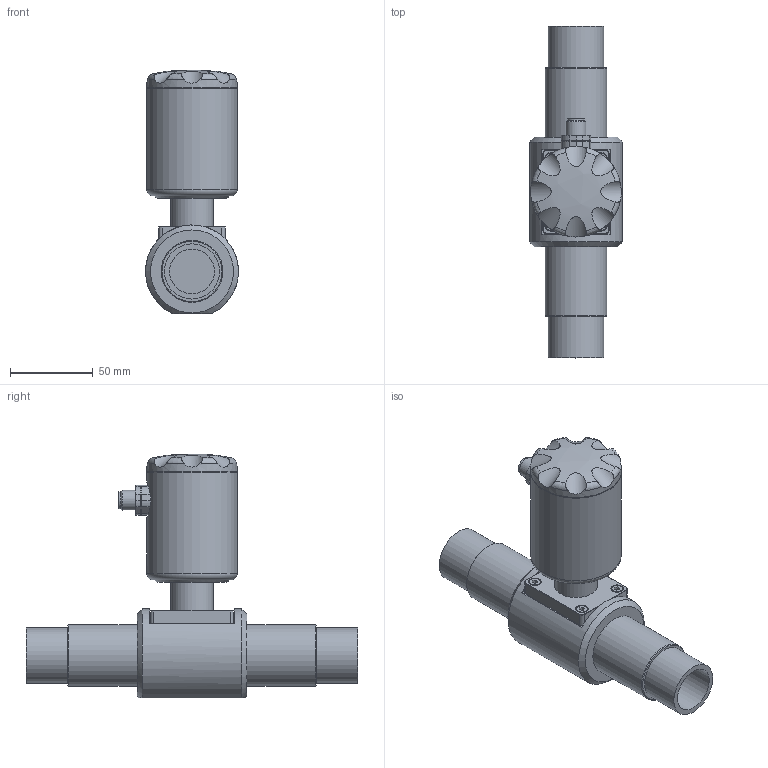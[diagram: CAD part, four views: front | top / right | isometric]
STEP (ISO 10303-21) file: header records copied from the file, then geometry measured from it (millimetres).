
FILE_DESCRIPTION( ( 'Unknown' ), '1' );
FILE_NAME( 'PF55Sxx121x114xx10000.stp', 'Unknown', ( 'Unknown' ), ( 'Unknown' ), 'PSStep 19.0.9', 'Unknown', ' ' );
FILE_SCHEMA( ( 'AUTOMOTIVE_DESIGN { 1 0 10303 214 1 1 1 1 }' ) );
Length unit declared in the file: millimetre
Products named in the file (1): Unterteil_DN25
Bounding box: 56 x 200 x 146.72 mm (x, y, z)
Volume: 403702.1 mm3; surface area: 64263.5 mm2
Topology: 1 solids, 7 shells, 268 faces, 630 edges, 392 vertices
Faces by surface type: plane 143, cylinder 79, cone 22, torus 18, sphere 6
Full cylindrical faces by diameter (mm): 1 x5, 3.3 x4, 4 x4, 5 x4, 7 x4, 7.5 x4, 10.2 x1, 12 x1, 14 x1, 22 x1, 25.9 x1, 27 x2, 33.25 x2, 37.25 x2, 54.5 x2
Entity records: 9798 total; most frequent: CARTESIAN_POINT 1979, DIRECTION 1229, ORIENTED_EDGE 1024, EDGE_CURVE 512, AXIS2_PLACEMENT_3D 485, EDGE_LOOP 364, VERTEX_POINT 350, FACE_OUTER_BOUND 316
